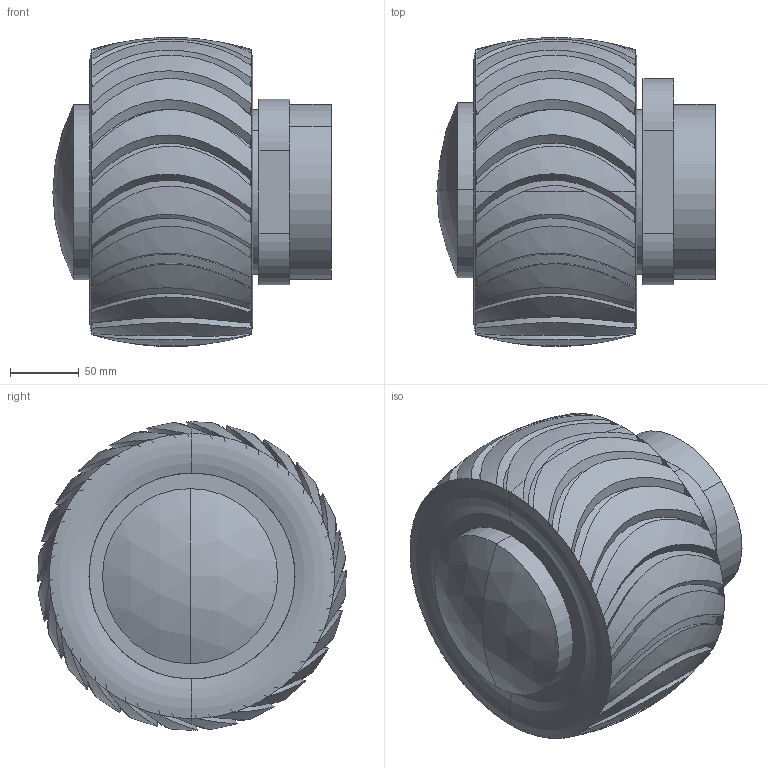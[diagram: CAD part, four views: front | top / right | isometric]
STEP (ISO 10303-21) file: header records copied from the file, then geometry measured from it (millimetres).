
FILE_DESCRIPTION (( 'STEP AP214' ), '1' );
FILE_NAME ('all_without_screw (1).STEP', '2021-06-04T22:03:22', ( '' ), ( '' ), 'SwSTEP 2.0', 'SolidWorks 2020', '' );
FILE_SCHEMA (( 'AUTOMOTIVE_DESIGN' ));
Length unit declared in the file: millimetre
Products named in the file (1): all_without_screw (1)
Bounding box: 202.5 x 224.75 x 224.89 mm (x, y, z)
Volume: 4159547.2 mm3; surface area: 511524.8 mm2
Topology: 5 solids, 5 shells, 205 faces, 852 edges, 657 vertices
Faces by surface type: bspline 120, torus 40, cylinder 22, plane 13, cone 8, sphere 2
Entity records: 22246 total; most frequent: CARTESIAN_POINT 14308, ORIENTED_EDGE 1704, EDGE_CURVE 852, B_SPLINE_CURVE_WITH_KNOTS 680, VERTEX_POINT 657, DIRECTION 474, AXIS2_PLACEMENT_3D 216, EDGE_LOOP 215
